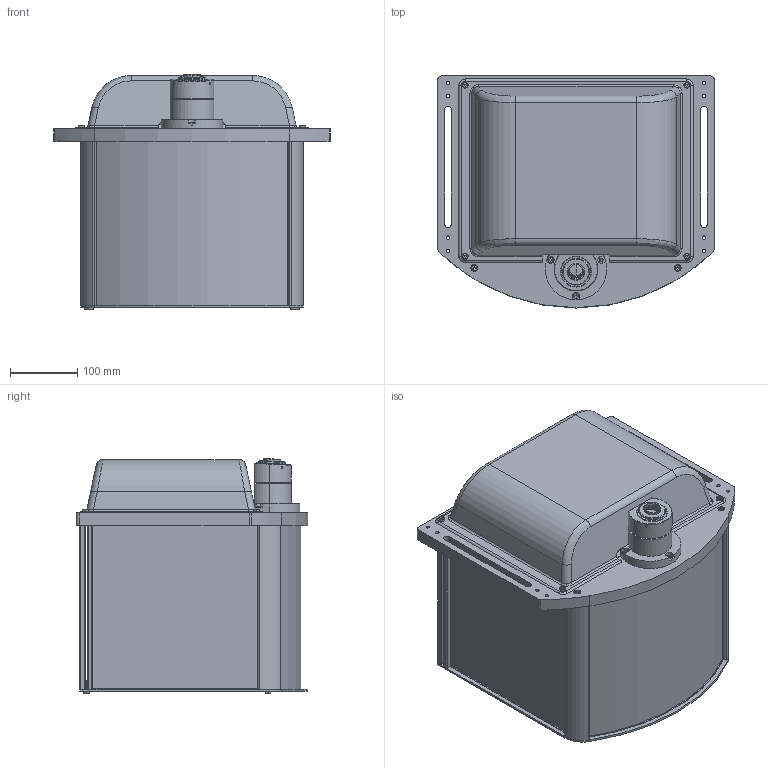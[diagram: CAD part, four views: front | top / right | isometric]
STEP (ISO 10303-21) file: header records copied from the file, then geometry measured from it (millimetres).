
FILE_DESCRIPTION (( 'STEP AP203' ), '1' );
FILE_NAME ('TCCP12192.step', '2019-01-29T08:58:42', ( '' ), ( '' ), 'SwSTEP 2.0', 'SolidWorks 2018', '' );
FILE_SCHEMA (( 'CONFIG_CONTROL_DESIGN' ));
Length unit declared in the file: millimetre
Products named in the file (1): TCCP12192
Bounding box: 410.34 x 344.11 x 349.11 mm (x, y, z)
Surface area: 826252.7 mm2 (no closed solid volume)
Topology: 0 solids, 54 shells, 434 faces, 1891 edges, 1499 vertices
Faces by surface type: cylinder 204, plane 179, torus 26, bspline 13, cone 10, sphere 2
Entity records: 20965 total; most frequent: CARTESIAN_POINT 5145, DIRECTION 3523, ORIENTED_EDGE 2651, EDGE_CURVE 1891, VERTEX_POINT 1499, AXIS2_PLACEMENT_3D 1267, VECTOR 989, LINE 989
